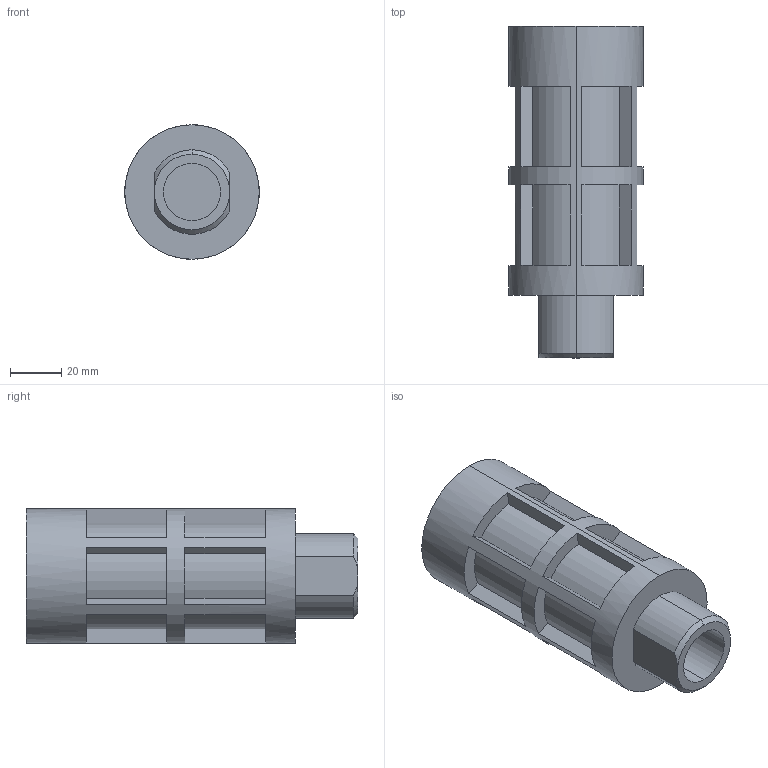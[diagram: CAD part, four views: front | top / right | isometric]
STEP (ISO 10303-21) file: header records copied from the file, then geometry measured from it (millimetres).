
FILE_DESCRIPTION (( 'STEP AP214' ), '1' );
FILE_NAME ('AZ-067506.STEP', '2020-03-31T06:44:05', ( '' ), ( '' ), 'SwSTEP 2.0', 'SolidWorks 2020', '' );
FILE_SCHEMA (( 'AUTOMOTIVE_DESIGN' ));
Length unit declared in the file: millimetre
Products named in the file (1): AZ-067506
Bounding box: 52.5 x 129.5 x 52.5 mm (x, y, z)
Volume: 155468.7 mm3; surface area: 37822.7 mm2
Topology: 1 solids, 1 shells, 76 faces, 179 edges, 119 vertices
Faces by surface type: plane 54, cylinder 19, cone 3
Entity records: 2386 total; most frequent: CARTESIAN_POINT 403, DIRECTION 394, ORIENTED_EDGE 358, EDGE_CURVE 179, AXIS2_PLACEMENT_3D 142, VERTEX_POINT 119, LINE 110, VECTOR 110
